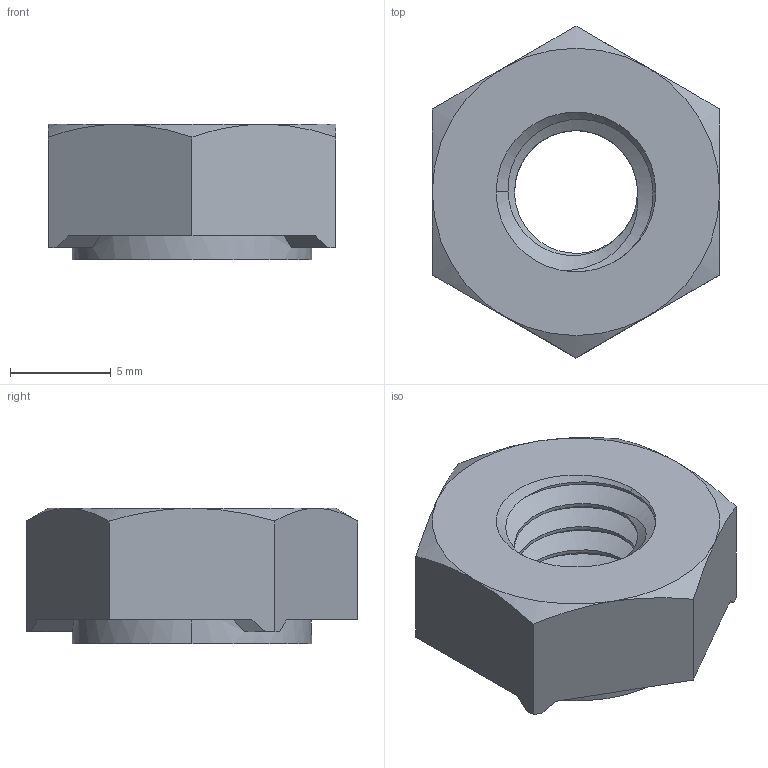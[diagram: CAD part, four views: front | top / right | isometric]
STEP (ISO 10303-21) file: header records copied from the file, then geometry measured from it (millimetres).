
FILE_DESCRIPTION (( 'STEP AP203' ), '1' );
FILE_NAME ('93560A150_Steel Hex Weld Nut_93560A150_sldprt.STEP', '2023-01-20T01:37:37', ( '' ), ( '' ), 'SwSTEP 2.0', 'SolidWorks 2022', '' );
FILE_SCHEMA (( 'CONFIG_CONTROL_DESIGN' ));
Length unit declared in the file: inch
Products named in the file (1): 93560A150_Steel Hex Weld Nut_93560A150_sldprt
Bounding box: 14.29 x 16.5 x 6.75 mm (x, y, z)
Volume: 846.6 mm3; surface area: 825.9 mm2
Topology: 1 solids, 1 shells, 55 faces, 148 edges, 95 vertices
Faces by surface type: cylinder 21, plane 20, cone 12, bspline 2
Entity records: 2500 total; most frequent: CARTESIAN_POINT 1196, ORIENTED_EDGE 296, DIRECTION 217, EDGE_CURVE 148, VERTEX_POINT 95, AXIS2_PLACEMENT_3D 79, VECTOR 59, LINE 59
